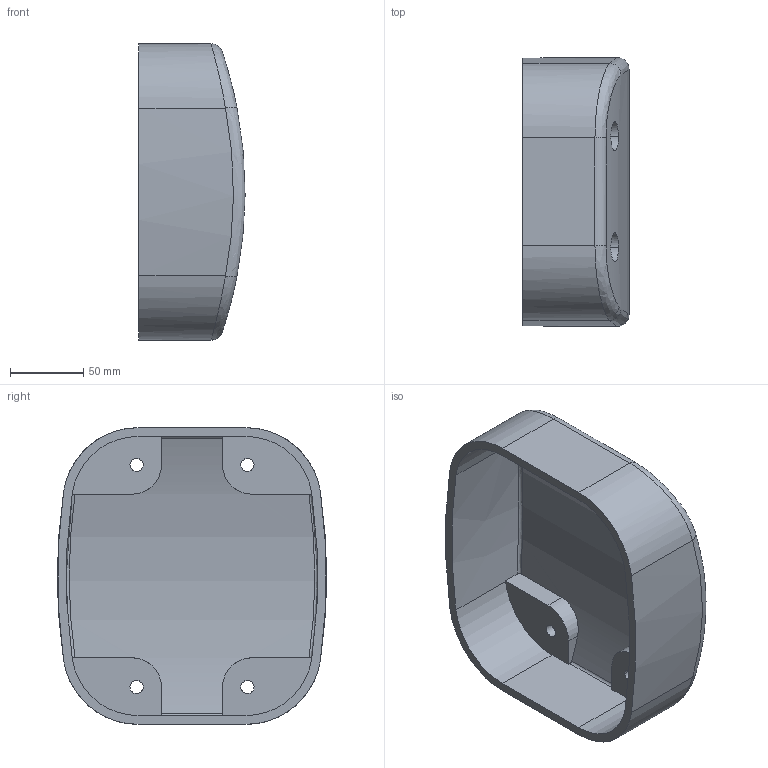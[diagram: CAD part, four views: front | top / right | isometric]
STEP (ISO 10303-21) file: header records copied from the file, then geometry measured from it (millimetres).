
FILE_DESCRIPTION(('produced by SPATIAL CORP'),'2;1');
FILE_NAME('Part53.hh.sat.stp', '2002-04-22T11:47:49+00:00',('SPATIAL CORP'),('SPATIAL CORP'), 'ACIS STEP Husk','http://www.spatial.com','SPATIAL CORP');
FILE_SCHEMA(('CONFIG_CONTROL_DESIGN'));
Length unit declared in the file: millimetre
Products named in the file (1): PRODUCT_ID_1
Bounding box: 72.68 x 184.06 x 203 mm (x, y, z)
Volume: 480886.3 mm3; surface area: 150238 mm2
Topology: 1 solids, 1 shells, 75 faces, 196 edges, 128 vertices
Faces by surface type: cylinder 44, plane 21, bspline 10
Entity records: 5769 total; most frequent: CARTESIAN_POINT 4081, ORIENTED_EDGE 392, DIRECTION 242, EDGE_CURVE 196, VERTEX_POINT 128, EDGE_LOOP 88, FACE_BOUND 88, AXIS2_PLACEMENT_3D 87
